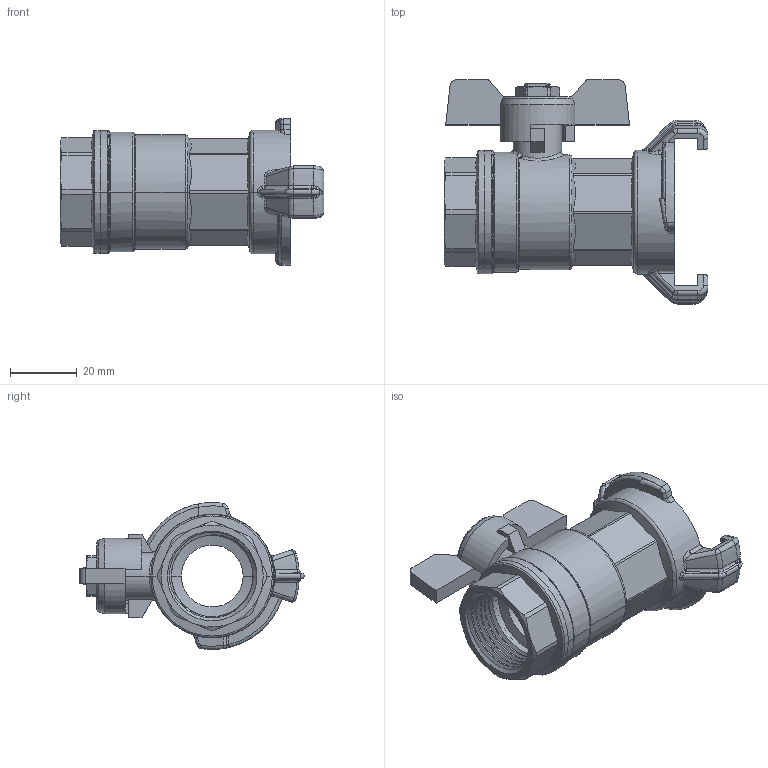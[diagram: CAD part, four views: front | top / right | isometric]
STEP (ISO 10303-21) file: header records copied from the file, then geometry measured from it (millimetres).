
FILE_DESCRIPTION((''),'2;1');
FILE_NAME('F34-A-00341_ASM_ASM','2025-12-03T08:45:13',('Administrator'),(''),'CREO PARAMETRIC BY PTC INC, 2024063','CREO PARAMETRIC BY PTC INC, 2024063','');
FILE_SCHEMA(('CONFIG_CONTROL_DESIGN'));
Length unit declared in the file: millimetre
Products named in the file (7): KJQF-F34-TI-150G-0043_1; KJQF-F34-FAGAN002-0022_1; KJQF-F34-FAMAO-0033_1; DN20-SHOUBIN01-0012_1; KJQF-F34-M8X1-0021_1; F34-A-00341_ASM_1_ASM; F34-A-00341_ASM_ASM
Assembly tree (6 placements, depth 3):
  F34-A-00341_ASM_ASM
    F34-A-00341_ASM_1_ASM
      KJQF-F34-TI-150G-0043_1
      KJQF-F34-FAGAN002-0022_1
      KJQF-F34-FAMAO-0033_1
      DN20-SHOUBIN01-0012_1
      KJQF-F34-M8X1-0021_1
Bounding box: 79 x 67.1 x 43.99 mm (x, y, z)
Volume: 38076.1 mm3; surface area: 25425.5 mm2
Topology: 5 solids, 5 shells, 471 faces, 1297 edges, 843 vertices
Faces by surface type: cylinder 159, plane 103, bspline 100, cone 64, torus 38, sphere 7
Entity records: 22810 total; most frequent: CARTESIAN_POINT 11567, ORIENTED_EDGE 2580, DIRECTION 2032, EDGE_CURVE 1290, VERTEX_POINT 843, AXIS2_PLACEMENT_3D 842, EDGE_LOOP 495, B_SPLINE_CURVE_WITH_KNOTS 489
